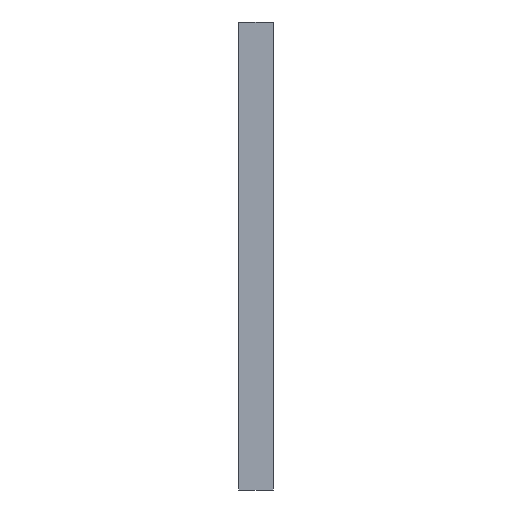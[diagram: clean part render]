
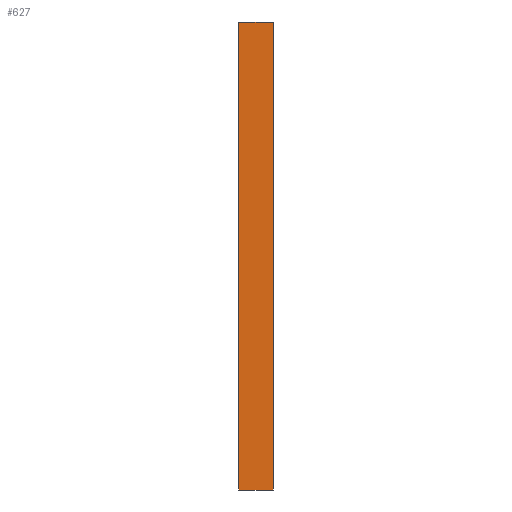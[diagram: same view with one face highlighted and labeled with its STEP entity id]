
A CAD part, left-side view. The second image highlights one B-rep face of the part: STEP entity #627.
In plain terms, the highlighted planar face has unit normal (-1, 0, 0).
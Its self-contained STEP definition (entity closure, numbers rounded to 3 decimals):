
#3 = CARTESIAN_POINT ( 'NONE',  ( 16., -4.763, -1.185 ) ) ;
#18 = DIRECTION ( 'NONE',  ( -1., 0., 0. ) ) ;
#23 = PLANE ( 'NONE',  #169 ) ;
#36 = DIRECTION ( 'NONE',  ( 0., 0., 1. ) ) ;
#54 = CARTESIAN_POINT ( 'NONE',  ( 16., 0., -1.185 ) ) ;
#57 = CARTESIAN_POINT ( 'NONE',  ( 16., -4.763, -1.185 ) ) ;
#98 = CARTESIAN_POINT ( 'NONE',  ( 16., -4.763, -1.185 ) ) ;
#105 = DIRECTION ( 'NONE',  ( 0., 1., 0. ) ) ;
#111 = CARTESIAN_POINT ( 'NONE',  ( 16., -4.763, -65. ) ) ;
#134 = DIRECTION ( 'NONE',  ( 0., 1., 0. ) ) ;
#139 = DIRECTION ( 'NONE',  ( 0., 0., 1. ) ) ;
#140 = DIRECTION ( 'NONE',  ( 0., 0., 1. ) ) ;
#169 = AXIS2_PLACEMENT_3D ( 'NONE', #3, #18, #36 ) ;
#221 = EDGE_LOOP ( 'NONE', ( #368, #329, #373, #365 ) ) ;
#282 = EDGE_CURVE ( 'NONE', #428, #434, #526, .T. ) ;
#283 = EDGE_CURVE ( 'NONE', #453, #428, #524, .T. ) ;
#284 = EDGE_CURVE ( 'NONE', #453, #438, #529, .T. ) ;
#285 = EDGE_CURVE ( 'NONE', #438, #434, #531, .T. ) ;
#329 = ORIENTED_EDGE ( 'NONE', *, *, #284, .F. ) ;
#365 = ORIENTED_EDGE ( 'NONE', *, *, #282, .T. ) ;
#368 = ORIENTED_EDGE ( 'NONE', *, *, #285, .F. ) ;
#373 = ORIENTED_EDGE ( 'NONE', *, *, #283, .T. ) ;
#428 = VERTEX_POINT ( 'NONE', #631 ) ;
#434 = VERTEX_POINT ( 'NONE', #682 ) ;
#438 = VERTEX_POINT ( 'NONE', #686 ) ;
#453 = VERTEX_POINT ( 'NONE', #712 ) ;
#524 = LINE ( 'NONE', #98, #530 ) ;
#526 = LINE ( 'NONE', #57, #528 ) ;
#528 = VECTOR ( 'NONE', #134, 1000. ) ;
#529 = LINE ( 'NONE', #111, #532 ) ;
#530 = VECTOR ( 'NONE', #140, 1000. ) ;
#531 = LINE ( 'NONE', #54, #534 ) ;
#532 = VECTOR ( 'NONE', #105, 1000. ) ;
#534 = VECTOR ( 'NONE', #139, 1000. ) ;
#592 = FACE_OUTER_BOUND ( 'NONE', #221, .T. ) ;
#627 = ADVANCED_FACE ( 'NONE', ( #592 ), #23, .T. ) ;
#631 = CARTESIAN_POINT ( 'NONE',  ( 16., -4.763, -1.185 ) ) ;
#682 = CARTESIAN_POINT ( 'NONE',  ( 16., 0., -1.185 ) ) ;
#686 = CARTESIAN_POINT ( 'NONE',  ( 16., 0., -65. ) ) ;
#712 = CARTESIAN_POINT ( 'NONE',  ( 16., -4.763, -65. ) ) ;
